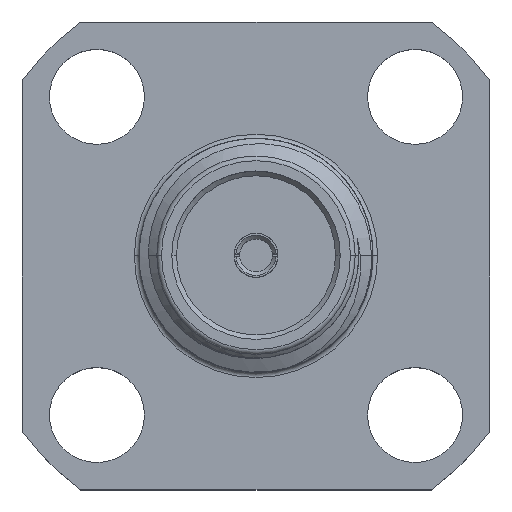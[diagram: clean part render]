
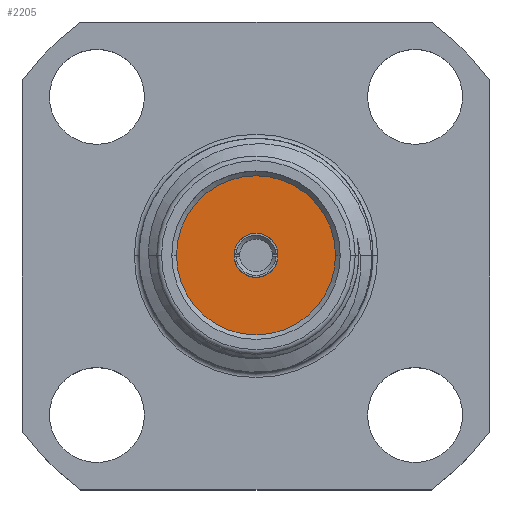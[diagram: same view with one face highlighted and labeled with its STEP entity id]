
A CAD part, top view. The second image highlights one B-rep face of the part: STEP entity #2205.
In plain terms, the highlighted planar face has unit normal (0, 0, 1).
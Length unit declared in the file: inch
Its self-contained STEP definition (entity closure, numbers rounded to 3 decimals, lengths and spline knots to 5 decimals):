
#11 = FACE_OUTER_BOUND ( 'NONE', #7176, .T. ) ;
#32 = EDGE_LOOP ( 'NONE', ( #4297, #7116 ) ) ;
#191 = AXIS2_PLACEMENT_3D ( 'NONE', #3948, #3369, #2800 ) ;
#249 = CARTESIAN_POINT ( 'NONE',  ( 0., 0., 0.4135 ) ) ;
#396 = VERTEX_POINT ( 'NONE', #844 ) ;
#430 = FACE_BOUND ( 'NONE', #32, .T. ) ;
#691 = CIRCLE ( 'NONE', #1553, 0.085 ) ;
#844 = CARTESIAN_POINT ( 'NONE',  ( 0.085, 0., 0.4135 ) ) ;
#1033 = CIRCLE ( 'NONE', #4183, 0.085 ) ;
#1281 = CARTESIAN_POINT ( 'NONE',  ( 0., 0., 0.4135 ) ) ;
#1420 = DIRECTION ( 'NONE',  ( 1., 0., 0. ) ) ;
#1553 = AXIS2_PLACEMENT_3D ( 'NONE', #5714, #6936, #6275 ) ;
#1660 = VERTEX_POINT ( 'NONE', #6090 ) ;
#1681 = EDGE_CURVE ( 'NONE', #1660, #2447, #3343, .T. ) ;
#2115 = EDGE_CURVE ( 'NONE', #2447, #1660, #2831, .T. ) ;
#2205 = ADVANCED_FACE ( 'NONE', ( #11, #430 ), #6413, .T. ) ;
#2434 = DIRECTION ( 'NONE',  ( 0., 0., 1. ) ) ;
#2447 = VERTEX_POINT ( 'NONE', #2821 ) ;
#2586 = VERTEX_POINT ( 'NONE', #4494 ) ;
#2800 = DIRECTION ( 'NONE',  ( 1., 0., 0. ) ) ;
#2821 = CARTESIAN_POINT ( 'NONE',  ( -0.0235, 0., 0.4135 ) ) ;
#2831 = CIRCLE ( 'NONE', #4492, 0.0235 ) ;
#3018 = CARTESIAN_POINT ( 'NONE',  ( 0., 0., 0.4135 ) ) ;
#3343 = CIRCLE ( 'NONE', #191, 0.0235 ) ;
#3369 = DIRECTION ( 'NONE',  ( 0., 0., 1. ) ) ;
#3483 = AXIS2_PLACEMENT_3D ( 'NONE', #3018, #6971, #4159 ) ;
#3634 = EDGE_CURVE ( 'NONE', #2586, #396, #691, .T. ) ;
#3652 = ORIENTED_EDGE ( 'NONE', *, *, #3634, .T. ) ;
#3948 = CARTESIAN_POINT ( 'NONE',  ( 0., 0., 0.4135 ) ) ;
#4159 = DIRECTION ( 'NONE',  ( 1., 0., 0. ) ) ;
#4183 = AXIS2_PLACEMENT_3D ( 'NONE', #249, #6475, #1420 ) ;
#4297 = ORIENTED_EDGE ( 'NONE', *, *, #2115, .F. ) ;
#4482 = EDGE_CURVE ( 'NONE', #396, #2586, #1033, .T. ) ;
#4492 = AXIS2_PLACEMENT_3D ( 'NONE', #1281, #2434, #5247 ) ;
#4494 = CARTESIAN_POINT ( 'NONE',  ( -0.085, 0., 0.4135 ) ) ;
#5247 = DIRECTION ( 'NONE',  ( 1., 0., 0. ) ) ;
#5714 = CARTESIAN_POINT ( 'NONE',  ( 0., 0., 0.4135 ) ) ;
#5804 = ORIENTED_EDGE ( 'NONE', *, *, #4482, .T. ) ;
#6090 = CARTESIAN_POINT ( 'NONE',  ( 0.0235, 0., 0.4135 ) ) ;
#6275 = DIRECTION ( 'NONE',  ( 1., 0., 0. ) ) ;
#6413 = PLANE ( 'NONE',  #3483 ) ;
#6475 = DIRECTION ( 'NONE',  ( 0., 0., 1. ) ) ;
#6936 = DIRECTION ( 'NONE',  ( 0., 0., 1. ) ) ;
#6971 = DIRECTION ( 'NONE',  ( 0., 0., 1. ) ) ;
#7116 = ORIENTED_EDGE ( 'NONE', *, *, #1681, .F. ) ;
#7176 = EDGE_LOOP ( 'NONE', ( #5804, #3652 ) ) ;
